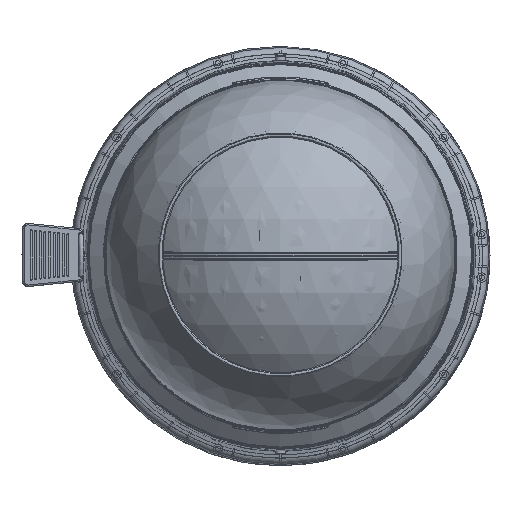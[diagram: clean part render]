
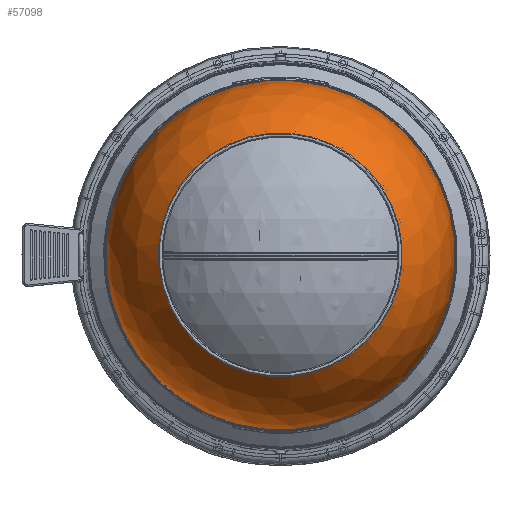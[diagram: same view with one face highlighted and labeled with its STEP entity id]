
A CAD part, top view. The second image highlights one B-rep face of the part: STEP entity #57098.
In plain terms, the highlighted spherical face has radius 171 mm.
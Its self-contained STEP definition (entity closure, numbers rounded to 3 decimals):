
#1177=SPHERICAL_SURFACE('',#62802,171.);
#4687=CIRCLE('',#62779,171.);
#4688=CIRCLE('',#62780,171.);
#4701=CIRCLE('',#62800,119.527);
#4703=CIRCLE('',#62803,171.);
#9079=FACE_OUTER_BOUND('',#12635,.T.);
#12635=EDGE_LOOP('',(#49929,#49930,#49931,#49932,#49933));
#26092=VERTEX_POINT('',#127507);
#26093=VERTEX_POINT('',#127509);
#26104=VERTEX_POINT('',#127546);
#34181=EDGE_CURVE('',#26092,#26093,#4687,.T.);
#34182=EDGE_CURVE('',#26093,#26092,#4688,.T.);
#34200=EDGE_CURVE('',#26104,#26104,#4701,.T.);
#34202=EDGE_CURVE('',#26104,#26093,#4703,.T.);
#49929=ORIENTED_EDGE('',*,*,#34200,.T.);
#49930=ORIENTED_EDGE('',*,*,#34202,.T.);
#49931=ORIENTED_EDGE('',*,*,#34181,.F.);
#49932=ORIENTED_EDGE('',*,*,#34182,.F.);
#49933=ORIENTED_EDGE('',*,*,#34202,.F.);
#57098=ADVANCED_FACE('',(#9079),#1177,.T.);
#62779=AXIS2_PLACEMENT_3D('',#127510,#75520,#75521);
#62780=AXIS2_PLACEMENT_3D('',#127511,#75522,#75523);
#62800=AXIS2_PLACEMENT_3D('',#127547,#75567,#75568);
#62802=AXIS2_PLACEMENT_3D('',#127549,#75571,#75572);
#62803=AXIS2_PLACEMENT_3D('',#127550,#75573,#75574);
#75520=DIRECTION('center_axis',(0.,-1.,0.));
#75521=DIRECTION('ref_axis',(1.,0.,0.));
#75522=DIRECTION('center_axis',(0.,-1.,0.));
#75523=DIRECTION('ref_axis',(1.,0.,0.));
#75567=DIRECTION('center_axis',(0.,-1.,0.));
#75568=DIRECTION('ref_axis',(1.,0.,0.));
#75571=DIRECTION('center_axis',(0.,1.,0.));
#75572=DIRECTION('ref_axis',(0.,0.,-1.));
#75573=DIRECTION('center_axis',(1.,0.,0.));
#75574=DIRECTION('ref_axis',(0.,0.,1.));
#127507=CARTESIAN_POINT('',(-171.,0.,0.));
#127509=CARTESIAN_POINT('',(0.,0.,171.));
#127510=CARTESIAN_POINT('Origin',(0.,0.,0.));
#127511=CARTESIAN_POINT('Origin',(0.,0.,0.));
#127546=CARTESIAN_POINT('',(0.,122.288,119.527));
#127547=CARTESIAN_POINT('Origin',(0.,122.288,0.));
#127549=CARTESIAN_POINT('Origin',(0.,0.,0.));
#127550=CARTESIAN_POINT('Origin',(0.,0.,0.));
